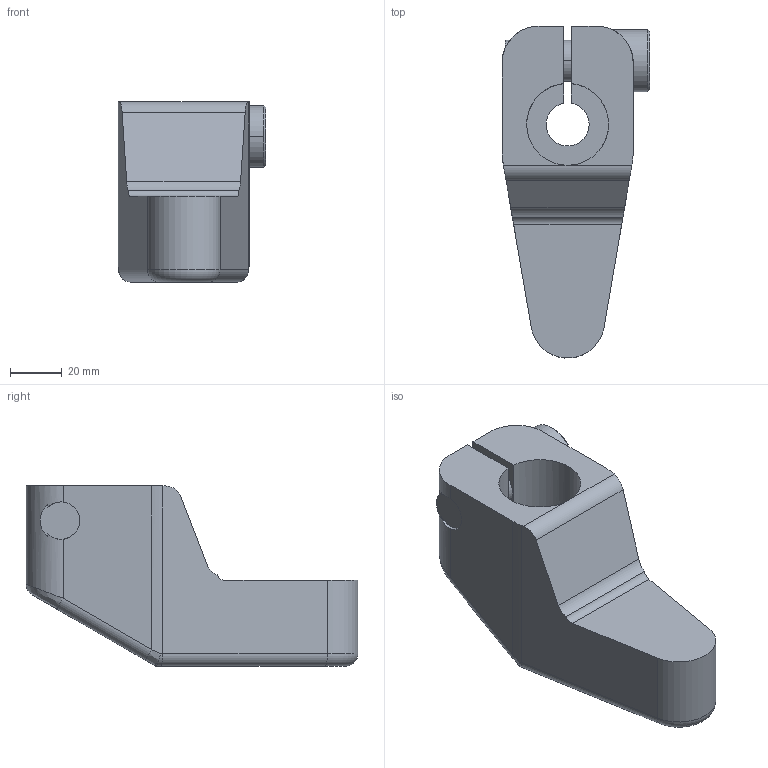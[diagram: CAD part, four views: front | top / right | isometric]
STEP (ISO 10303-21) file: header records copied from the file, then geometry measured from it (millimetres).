
FILE_DESCRIPTION((''),'2;1');
FILE_NAME('ILCM44143101','2006-05-16T',('KR'),(''),'PRO/ENGINEER BY PARAMETRIC TECHNOLOGY CORPORATION, 2004290','PRO/ENGINEER BY PARAMETRIC TECHNOLOGY CORPORATION, 2004290','');
FILE_SCHEMA(('AUTOMOTIVE_DESIGN_CC2 { 1 2 10303 214 -1 1 5 2 }'));
Length unit declared in the file: millimetre
Products named in the file (1): ILCM44143101
Bounding box: 57.27 x 128.55 x 69.85 mm (x, y, z)
Volume: 209147.5 mm3; surface area: 35757.9 mm2
Topology: 1 solids, 1 shells, 67 faces, 174 edges, 112 vertices
Faces by surface type: plane 30, cylinder 28, bspline 4, torus 3, cone 2
Entity records: 3046 total; most frequent: CARTESIAN_POINT 666, ORIENTED_EDGE 348, DIRECTION 323, PRESENTATION_STYLE_ASSIGNMENT 184, STYLED_ITEM 175, CURVE_STYLE 174, EDGE_CURVE 174, AXIS2_PLACEMENT_3D 114
